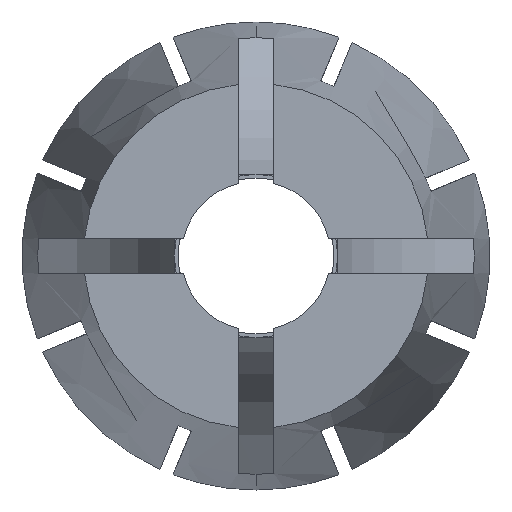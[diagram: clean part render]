
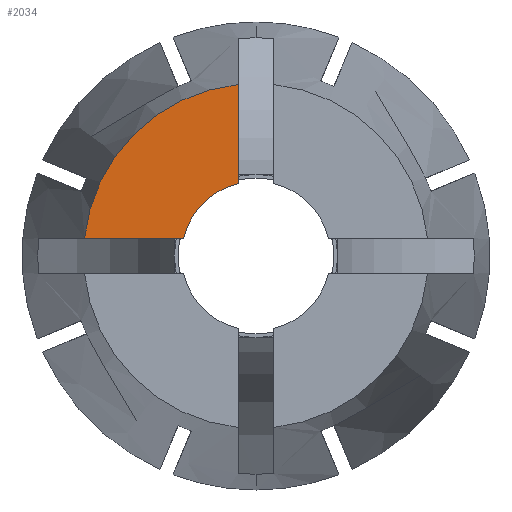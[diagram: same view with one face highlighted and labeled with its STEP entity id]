
A CAD part, left-side view. The second image highlights one B-rep face of the part: STEP entity #2034.
In plain terms, the highlighted planar face has unit normal (-1, 0, 0).
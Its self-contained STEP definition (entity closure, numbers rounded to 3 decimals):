
#56 = DIRECTION ( 'NONE',  ( 0., 0., 1. ) ) ;
#76 = DIRECTION ( 'NONE',  ( -1., 0., 0. ) ) ;
#91 = CARTESIAN_POINT ( 'NONE',  ( -40., -12.158, 0. ) ) ;
#109 = EDGE_CURVE ( 'NONE', #3525, #1243, #1853, .T. ) ;
#135 = CIRCLE ( 'NONE', #1183, 5.265 ) ;
#172 = VECTOR ( 'NONE', #3089, 1000. ) ;
#207 = DIRECTION ( 'NONE',  ( 1., 0., 0. ) ) ;
#229 = CARTESIAN_POINT ( 'NONE',  ( -40., 12.093, 1.25 ) ) ;
#284 = PLANE ( 'NONE',  #3994 ) ;
#412 = CARTESIAN_POINT ( 'NONE',  ( -40., 1.25, 12.093 ) ) ;
#545 = ORIENTED_EDGE ( 'NONE', *, *, #109, .F. ) ;
#799 = FACE_OUTER_BOUND ( 'NONE', #3092, .T. ) ;
#916 = CARTESIAN_POINT ( 'NONE',  ( -40., 1.25, 0. ) ) ;
#955 = ORIENTED_EDGE ( 'NONE', *, *, #4200, .T. ) ;
#1062 = CARTESIAN_POINT ( 'NONE',  ( -40., 0., 0. ) ) ;
#1183 = AXIS2_PLACEMENT_3D ( 'NONE', #2234, #207, #2571 ) ;
#1243 = VERTEX_POINT ( 'NONE', #229 ) ;
#1295 = CARTESIAN_POINT ( 'NONE',  ( -40., 1.25, 5.114 ) ) ;
#1506 = VECTOR ( 'NONE', #3284, 1000. ) ;
#1545 = ORIENTED_EDGE ( 'NONE', *, *, #2398, .F. ) ;
#1853 = LINE ( 'NONE', #3124, #172 ) ;
#1857 = VERTEX_POINT ( 'NONE', #412 ) ;
#2034 = ADVANCED_FACE ( 'NONE', ( #799 ), #284, .T. ) ;
#2234 = CARTESIAN_POINT ( 'NONE',  ( -40., 0., 0. ) ) ;
#2344 = CIRCLE ( 'NONE', #4146, 12.158 ) ;
#2398 = EDGE_CURVE ( 'NONE', #1243, #1857, #2344, .T. ) ;
#2557 = ORIENTED_EDGE ( 'NONE', *, *, #4274, .T. ) ;
#2571 = DIRECTION ( 'NONE',  ( 0., 0., -1. ) ) ;
#2726 = CARTESIAN_POINT ( 'NONE',  ( -40., 5.114, 1.25 ) ) ;
#3089 = DIRECTION ( 'NONE',  ( 0., 1., 0. ) ) ;
#3092 = EDGE_LOOP ( 'NONE', ( #955, #2557, #1545, #545 ) ) ;
#3124 = CARTESIAN_POINT ( 'NONE',  ( -40., -12.158, 1.25 ) ) ;
#3284 = DIRECTION ( 'NONE',  ( 0., 0., 1. ) ) ;
#3525 = VERTEX_POINT ( 'NONE', #2726 ) ;
#3641 = VERTEX_POINT ( 'NONE', #1295 ) ;
#3994 = AXIS2_PLACEMENT_3D ( 'NONE', #91, #76, #56 ) ;
#4076 = DIRECTION ( 'NONE',  ( 0., 0., -1. ) ) ;
#4136 = LINE ( 'NONE', #916, #1506 ) ;
#4146 = AXIS2_PLACEMENT_3D ( 'NONE', #1062, #4288, #4076 ) ;
#4200 = EDGE_CURVE ( 'NONE', #3525, #3641, #135, .T. ) ;
#4274 = EDGE_CURVE ( 'NONE', #3641, #1857, #4136, .T. ) ;
#4288 = DIRECTION ( 'NONE',  ( 1., 0., 0. ) ) ;
